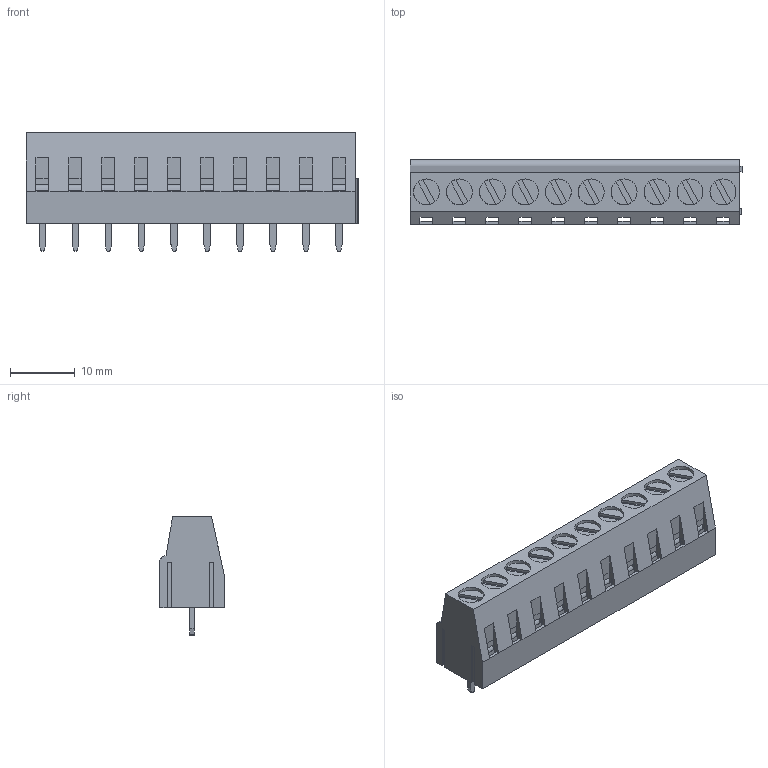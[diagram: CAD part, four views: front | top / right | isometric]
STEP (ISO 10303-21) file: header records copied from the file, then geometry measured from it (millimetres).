
FILE_DESCRIPTION(/* description */ (''),/* implementation_level */ '2;1');
FILE_NAME(/* name */ '10er Terminal Block.step',/* time_stamp */ '2021-04-20T22:04:38+02:00',/* author */ (''),/* organization */ (''),/* preprocessor_version */ 'ST-DEVELOPER v18.1',/* originating_system */ 'Autodesk Translation Framework v10.6.0.1341',/* authorisation */ '');
FILE_SCHEMA (('AUTOMOTIVE_DESIGN { 1 0 10303 214 3 1 1 }'));
Products named in the file (71): Terminal Block; 10er Terminalblock_2; Pin (1) (12); Tornillo (1) (12); Cubo interno (1) (12); Pin (1) (1) (11); Tornillo (1) (1) (11); Cubo interno (1) (1) (11); 9er Terminalblock_2 (1); Pin (1) (16) (1) (1); Tornillo (1) (16) (1) (1); Cubo interno (1) (16) (1) (1); Pin (1) (1) (15) (1) (1); Tornillo (1) (1) (15) (1) (1); Cubo interno (1) (1) (15) (1) (1); 7er Terminalblock_2 (1) (1) (1); Pin (1) (14) (1) (1) (1); Tornillo (1) (14) (1) (1) (1); Cubo interno (1) (14) (1) (1) (1); Pin (1) (1) (13) (1) (1) (1); Tornillo (1) (1) (13) (1) (1) (1); Cubo interno (1) (1) (13) (1) (1) (1); 6er Terminalblock_2 (1) (1) (1) (1); Pin (1) (19) (1) (1) (1) (1) (1) (1) (1) (1); Tornillo (1) (19) (1) (1) (1) (1) (1) (1) (1) (1); Cubo interno (1) (19) (1) (1) (1) (1) (1) (1) (1) (1); Pin (1) (1) (18) (1) (1) (1) (1) (1) (1) (1) (1); Tornillo (1) (1) (18) (1) (1) (1) (1) (1) (1) (1) (1); Cubo interno (1) (1) (18) (1) (1) (1) (1) (1) (1) (1) (1); 1er Terminalblock (7) (1) (1) (1) (1) (1) (1) (1) (1); Pin (1) (11) (1) (1) (1) (1) (1) (1) (1) (1); Tornillo (1) (11) (1) (1) (1) (1) (1) (1) (1) (1); Cubo interno (1) (11) (1) (1) (1) (1) (1) (1) (1) (1); Pin (1) (1) (10) (1) (1) (1) (1) (1) (1) (1) (1); Tornillo (1) (1) (10) (1) (1) (1) (1) (1) (1) (1) (1); Cubo interno (1) (1) (10) (1) (1) (1) (1) (1) (1) (1) (1); 1er Terminalblock (13) (1) (1) (1) (1) (1) (1) (1); Pin (1) (17) (1) (1) (1) (1) (1) (1) (1); Tornillo (1) (17) (1) (1) (1) (1) (1) (1) (1); Cubo interno (1) (17) (1) (1) (1) (1) (1) (1) (1) ...
Assembly tree (70 placements, depth 7):
  Terminal Block
    10er Terminalblock_2
      Pin (1) (12)
      Tornillo (1) (12)
      Cubo interno (1) (12)
      Pin (1) (1) (11)
      Tornillo (1) (1) (11)
      Cubo interno (1) (1) (11)
      9er Terminalblock_2 (1)
        Pin (1) (16) (1) (1)
        Tornillo (1) (16) (1) (1)
        Cubo interno (1) (16) (1) (1)
        Pin (1) (1) (15) (1) (1)
        Tornillo (1) (1) (15) (1) (1)
        Cubo interno (1) (1) (15) (1) (1)
        7er Terminalblock_2 (1) (1) (1)
          Pin (1) (14) (1) (1) (1)
          Tornillo (1) (14) (1) (1) (1)
          Cubo interno (1) (14) (1) (1) (1)
          Pin (1) (1) (13) (1) (1) (1)
          Tornillo (1) (1) (13) (1) (1) (1)
          Cubo interno (1) (1) (13) (1) (1) (1)
          6er Terminalblock_2 (1) (1) (1) (1)
            Pin (1) (19) (1) (1) (1) (1) (1) (1) (1) (1)
            Tornillo (1) (19) (1) (1) (1) (1) (1) (1) (1) (1)
            Cubo interno (1) (19) (1) (1) (1) (1) (1) (1) (1) (1)
            Pin (1) (1) (18) (1) (1) (1) (1) (1) (1) (1) (1)
            Tornillo (1) (1) (18) (1) (1) (1) (1) (1) (1) (1) (1)
            Cubo interno (1) (1) (18) (1) (1) (1) (1) (1) (1) (1) (1)
            1er Terminalblock (7) (1) (1) (1) (1) (1) (1) (1) (1)
              Pin (1) (11) (1) (1) (1) (1) (1) (1) (1) (1)
              Tornillo (1) (11) (1) (1) (1) (1) (1) (1) (1) (1)
              Cubo interno (1) (11) (1) (1) (1) (1) (1) (1) (1) (1)
              Pin (1) (1) (10) (1) (1) (1) (1) (1) (1) (1) (1)
              Tornillo (1) (1) (10) (1) (1) (1) (1) (1) (1) (1) (1)
              Cubo interno (1) (1) (10) (1) (1) (1) (1) (1) (1) (1) (1)
            1er Terminalblock (13) (1) (1) (1) (1) (1) (1) (1)
              Pin (1) (17) (1) (1) (1) (1) (1) (1) (1)
              Tornillo (1) (17) (1) (1) (1) (1) (1) (1) (1)
              Cubo interno (1) (17) (1) (1) (1) (1) (1) (1) (1)
              Pin (1) (1) (16) (1) (1) (1) (1) (1) (1) (1)
              Tornillo (1) (1) (16) (1) (1) (1) (1) (1) (1) (1)
              Cubo interno (1) (1) (16) (1) (1) (1) (1) (1) (1) (1)
            1er Terminalblock (14) (1) (1) (1) (1) (1) (1)
              Pin (1) (18) (1) (1) (1) (1) (1) (1)
              Tornillo (1) (18) (1) (1) (1) (1) (1) (1)
              Cubo interno (1) (18) (1) (1) (1) (1) (1) (1)
              Pin (1) (1) (17) (1) (1) (1) (1) (1) (1)
              Tornillo (1) (1) (17) (1) (1) (1) (1) (1) (1)
              Cubo interno (1) (1) (17) (1) (1) (1) (1) (1) (1)
            1er Terminalblock (16) (1) (1) (1) (1) (1)
              Pin (1) (20) (1) (1) (1) (1) (1)
              Tornillo (1) (20) (1) (1) (1) (1) (1)
              Cubo interno (1) (20) (1) (1) (1) (1) (1)
              Pin (1) (1) (19) (1) (1) (1) (1) (1)
              Tornillo (1) (1) (19) (1) (1) (1) (1) (1)
              Cubo interno (1) (1) (19) (1) (1) (1) (1) (1)
            1er Terminalblock (9) (1) (1) (1) (1)
              Pin (1) (13) (1) (1) (1) (1)
              Tornillo (1) (13) (1) (1) (1) (1)
Bounding box: 51.2 x 10 x 18.25 mm (x, y, z)
Volume: 3101 mm3; surface area: 8590.9 mm2
Topology: 1 solids, 721 shells, 1065 faces, 4509 edges, 4126 vertices
Faces by surface type: plane 774, cylinder 291
Full cylindrical faces by diameter (mm): 4 x10
Entity records: 66036 total; most frequent: CARTESIAN_POINT 26072, DIRECTION 7645, ORIENTED_EDGE 5578, EDGE_CURVE 4509, VERTEX_POINT 4126, LINE 3307, VECTOR 3307, AXIS2_PLACEMENT_3D 2169
